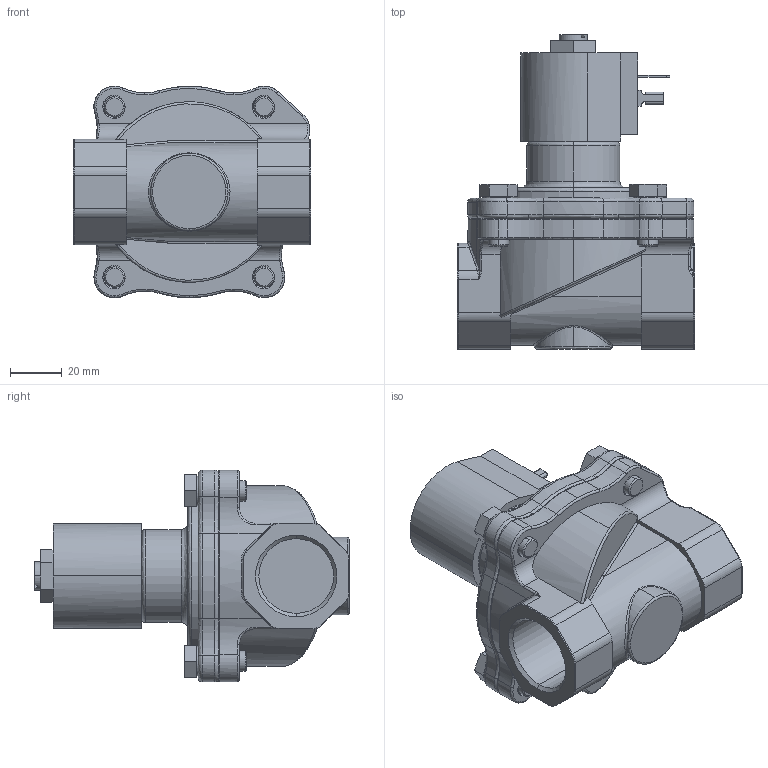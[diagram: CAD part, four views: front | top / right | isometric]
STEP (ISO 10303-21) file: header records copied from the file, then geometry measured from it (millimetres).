
FILE_DESCRIPTION (( 'STEP AP214' ), '1' );
FILE_NAME ('NS211YF16C7FG9.step', '2019-04-23T20:32:22', ( '' ), ( '' ), 'SwSTEP 2.0', 'SolidWorks 2018', '' );
FILE_SCHEMA (( 'AUTOMOTIVE_DESIGN' ));
Length unit declared in the file: inch
Products named in the file (1): NS211YF16C7FG9
Bounding box: 92 x 121.79 x 81.99 mm (x, y, z)
Volume: 296791.6 mm3; surface area: 64838.7 mm2
Topology: 9 solids, 12 shells, 582 faces, 1436 edges, 893 vertices
Faces by surface type: cylinder 223, bspline 182, plane 151, cone 26
Entity records: 34423 total; most frequent: CARTESIAN_POINT 21909, ORIENTED_EDGE 2862, DIRECTION 2270, EDGE_CURVE 1431, VERTEX_POINT 893, AXIS2_PLACEMENT_3D 877, EDGE_LOOP 622, FACE_OUTER_BOUND 582
